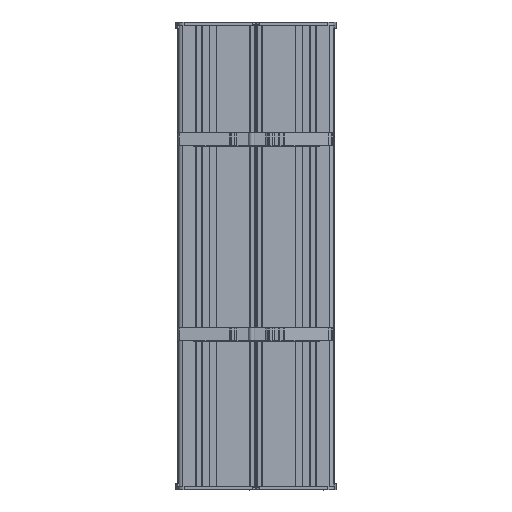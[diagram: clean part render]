
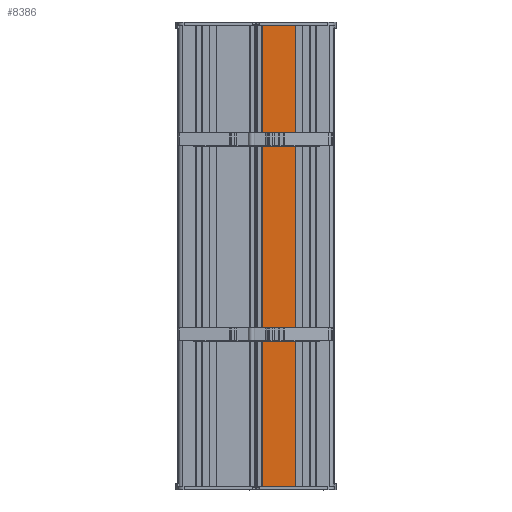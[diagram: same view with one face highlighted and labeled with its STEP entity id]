
A CAD part, front view. The second image highlights one B-rep face of the part: STEP entity #8386.
In plain terms, the highlighted planar face has unit normal (0, -1, 0).
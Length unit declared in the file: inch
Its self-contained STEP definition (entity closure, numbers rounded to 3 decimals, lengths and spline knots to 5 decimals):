
#953 = ORIENTED_EDGE ( 'NONE', *, *, #14928, .T. ) ;
#955 = ORIENTED_EDGE ( 'NONE', *, *, #31521, .T. ) ;
#957 = ORIENTED_EDGE ( 'NONE', *, *, #14926, .T. ) ;
#958 = ORIENTED_EDGE ( 'NONE', *, *, #15701, .F. ) ;
#2628 = LINE ( 'NONE', #3213, #2635 ) ;
#2635 = VECTOR ( 'NONE', #3222, 39.37008 ) ;
#2636 = LINE ( 'NONE', #3225, #2639 ) ;
#2639 = VECTOR ( 'NONE', #3226, 39.37008 ) ;
#3213 = CARTESIAN_POINT ( 'NONE',  ( 0.12992, 0.76772, 6.27953 ) ) ;
#3222 = DIRECTION ( 'NONE',  ( 0., 0., -1. ) ) ;
#3225 = CARTESIAN_POINT ( 'NONE',  ( 1.20079, 0.76772, 3.19882 ) ) ;
#3226 = DIRECTION ( 'NONE',  ( 0., 0., 1. ) ) ;
#5757 = LINE ( 'NONE', #19708, #5763 ) ;
#5763 = VECTOR ( 'NONE', #19709, 39.37008 ) ;
#8386 = ADVANCED_FACE ( 'NONE', ( #34109 ), #27799, .T. ) ;
#14926 = EDGE_CURVE ( 'NONE', #15920, #30921, #2628, .T. ) ;
#14928 = EDGE_CURVE ( 'NONE', #30920, #15921, #2636, .T. ) ;
#15701 = EDGE_CURVE ( 'NONE', #30920, #30921, #5757, .T. ) ;
#15920 = VERTEX_POINT ( 'NONE', #20319 ) ;
#15921 = VERTEX_POINT ( 'NONE', #20320 ) ;
#17291 = AXIS2_PLACEMENT_3D ( 'NONE', #27797, #27801, #27802 ) ;
#19708 = CARTESIAN_POINT ( 'NONE',  ( 1.20079, 0.76772, -7.075 ) ) ;
#19709 = DIRECTION ( 'NONE',  ( -1., 0., 0. ) ) ;
#20319 = CARTESIAN_POINT ( 'NONE',  ( 0.12992, 0.76772, 7.075 ) ) ;
#20320 = CARTESIAN_POINT ( 'NONE',  ( 1.20079, 0.76772, 7.075 ) ) ;
#21191 = CARTESIAN_POINT ( 'NONE',  ( 1.20079, 0.76772, -7.075 ) ) ;
#21192 = CARTESIAN_POINT ( 'NONE',  ( 0.12992, 0.76772, -7.075 ) ) ;
#22040 = LINE ( 'NONE', #23258, #22042 ) ;
#22042 = VECTOR ( 'NONE', #23259, 39.37008 ) ;
#23258 = CARTESIAN_POINT ( 'NONE',  ( 1.20079, 0.76772, 7.075 ) ) ;
#23259 = DIRECTION ( 'NONE',  ( -1., 0., 0. ) ) ;
#24543 = EDGE_LOOP ( 'NONE', ( #953, #955, #957, #958 ) ) ;
#27797 = CARTESIAN_POINT ( 'NONE',  ( 1.20079, 0.76772, 6.27953 ) ) ;
#27799 = PLANE ( 'NONE',  #17291 ) ;
#27801 = DIRECTION ( 'NONE',  ( 0., -1., 0. ) ) ;
#27802 = DIRECTION ( 'NONE',  ( -1., 0., 0. ) ) ;
#30920 = VERTEX_POINT ( 'NONE', #21191 ) ;
#30921 = VERTEX_POINT ( 'NONE', #21192 ) ;
#31521 = EDGE_CURVE ( 'NONE', #15921, #15920, #22040, .T. ) ;
#34109 = FACE_OUTER_BOUND ( 'NONE', #24543, .T. ) ;
